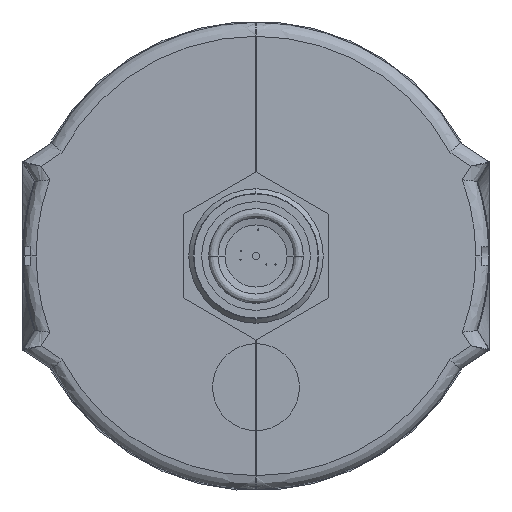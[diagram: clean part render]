
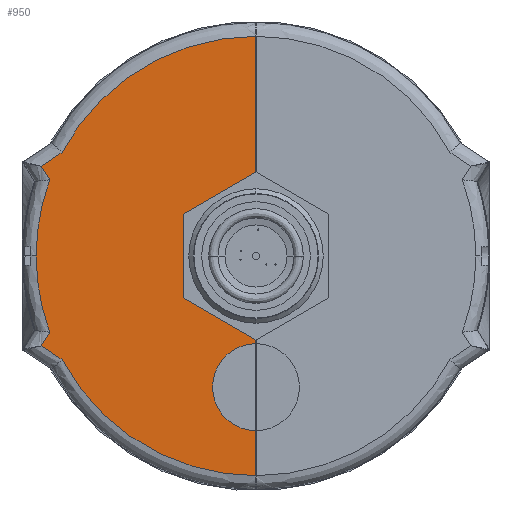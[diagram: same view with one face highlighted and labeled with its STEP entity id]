
A CAD part, front view. The second image highlights one B-rep face of the part: STEP entity #950.
In plain terms, the highlighted planar face has unit normal (-0.018, -1, 0).
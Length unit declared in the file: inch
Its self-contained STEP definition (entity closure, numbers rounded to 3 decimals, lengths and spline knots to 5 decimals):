
#950 = ADVANCED_FACE ( 'NONE', ( #2265 ), #16323, .T. ) ;
#2149 = LINE ( 'NONE', #9554, #2171 ) ;
#2154 = VECTOR ( 'NONE', #9405, 39.37008 ) ;
#2171 = VECTOR ( 'NONE', #9555, 39.37008 ) ;
#2173 = LINE ( 'NONE', #9404, #2154 ) ;
#2265 = FACE_OUTER_BOUND ( 'NONE', #11331, .T. ) ;
#4777 =( BOUNDED_CURVE ( )  B_SPLINE_CURVE ( 3, ( #9247, #9244, #9169, #9248 ),
 .UNSPECIFIED., .F., .F. ) 
 B_SPLINE_CURVE_WITH_KNOTS ( ( 4, 4 ),
 ( 0.49109, 1.57191 ),
 .UNSPECIFIED. ) 
 CURVE ( )  GEOMETRIC_REPRESENTATION_ITEM ( )  RATIONAL_B_SPLINE_CURVE ( ( 1., 0.905, 0.905, 1. ) ) 
 REPRESENTATION_ITEM ( '' )  );
#4825 = B_SPLINE_CURVE_WITH_KNOTS ( 'NONE', 3,
 ( #9482, #9496, #9501, #9502 ),
 .UNSPECIFIED., .F., .F.,
 ( 4, 4 ),
 ( 0., 0.00262 ),
 .UNSPECIFIED. ) ;
#4832 = B_SPLINE_CURVE_WITH_KNOTS ( 'NONE', 3,
 ( #9503, #9508, #9558, #9559 ),
 .UNSPECIFIED., .F., .F.,
 ( 4, 4 ),
 ( 0., 0.00409 ),
 .UNSPECIFIED. ) ;
#4858 =( BOUNDED_CURVE ( )  B_SPLINE_CURVE ( 3, ( #6204, #6203, #6194, #6205 ),
 .UNSPECIFIED., .F., .T. ) 
 B_SPLINE_CURVE_WITH_KNOTS ( ( 4, 4 ),
 ( 4.71239, 7.85398 ),
 .UNSPECIFIED. ) 
 CURVE ( )  GEOMETRIC_REPRESENTATION_ITEM ( )  RATIONAL_B_SPLINE_CURVE ( ( 1., 0.333, 0.333, 1. ) ) 
 REPRESENTATION_ITEM ( '' )  );
#4910 =( BOUNDED_CURVE ( )  B_SPLINE_CURVE ( 3, ( #6382, #6380, #6365, #6384 ),
 .UNSPECIFIED., .F., .T. ) 
 B_SPLINE_CURVE_WITH_KNOTS ( ( 4, 4 ),
 ( 5.92876, 6.28319 ),
 .UNSPECIFIED. ) 
 CURVE ( )  GEOMETRIC_REPRESENTATION_ITEM ( )  RATIONAL_B_SPLINE_CURVE ( ( 1., 0.99, 0.99, 1. ) ) 
 REPRESENTATION_ITEM ( '' )  );
#4916 =( BOUNDED_CURVE ( )  B_SPLINE_CURVE ( 3, ( #6389, #6393, #6412, #6414 ),
 .UNSPECIFIED., .F., .T. ) 
 B_SPLINE_CURVE_WITH_KNOTS ( ( 4, 4 ),
 ( 0., 0.35442 ),
 .UNSPECIFIED. ) 
 CURVE ( )  GEOMETRIC_REPRESENTATION_ITEM ( )  RATIONAL_B_SPLINE_CURVE ( ( 1., 0.99, 0.99, 1. ) ) 
 REPRESENTATION_ITEM ( '' )  );
#4972 = B_SPLINE_CURVE_WITH_KNOTS ( 'NONE', 3,
 ( #6778, #6779, #6798, #6799 ),
 .UNSPECIFIED., .F., .F.,
 ( 4, 4 ),
 ( 0., 0.00262 ),
 .UNSPECIFIED. ) ;
#5037 =( BOUNDED_CURVE ( )  B_SPLINE_CURVE ( 3, ( #8174, #8172, #8184, #8186 ),
 .UNSPECIFIED., .F., .T. ) 
 B_SPLINE_CURVE_WITH_KNOTS ( ( 4, 4 ),
 ( 4.71128, 5.7921 ),
 .UNSPECIFIED. ) 
 CURVE ( )  GEOMETRIC_REPRESENTATION_ITEM ( )  RATIONAL_B_SPLINE_CURVE ( ( 1., 0.905, 0.905, 1. ) ) 
 REPRESENTATION_ITEM ( '' )  );
#5064 = B_SPLINE_CURVE_WITH_KNOTS ( 'NONE', 3,
 ( #8293, #8294, #8301, #8302 ),
 .UNSPECIFIED., .F., .F.,
 ( 4, 4 ),
 ( 0., 0.00409 ),
 .UNSPECIFIED. ) ;
#6194 = CARTESIAN_POINT ( 'NONE',  ( -0.75, 1.20681, 0.375 ) ) ;
#6203 = CARTESIAN_POINT ( 'NONE',  ( -0.75, 1.20681, -0.375 ) ) ;
#6204 = CARTESIAN_POINT ( 'NONE',  ( 0., 1.19372, -0.375 ) ) ;
#6205 = CARTESIAN_POINT ( 'NONE',  ( 0., 1.19372, 0.375 ) ) ;
#6365 = CARTESIAN_POINT ( 'NONE',  ( -1.41657, 1.21844, 0.16805 ) ) ;
#6380 = CARTESIAN_POINT ( 'NONE',  ( -1.38695, 1.21793, 0.33347 ) ) ;
#6382 = CARTESIAN_POINT ( 'NONE',  ( -1.32862, 1.21691, 0.49107 ) ) ;
#6384 = CARTESIAN_POINT ( 'NONE',  ( -1.41657, 1.21844, 0. ) ) ;
#6389 = CARTESIAN_POINT ( 'NONE',  ( -1.41657, 1.21844, 0. ) ) ;
#6393 = CARTESIAN_POINT ( 'NONE',  ( -1.41657, 1.21844, -0.16805 ) ) ;
#6412 = CARTESIAN_POINT ( 'NONE',  ( -1.38695, 1.21793, -0.33347 ) ) ;
#6414 = CARTESIAN_POINT ( 'NONE',  ( -1.32862, 1.21691, -0.49107 ) ) ;
#6778 = CARTESIAN_POINT ( 'NONE',  ( -1.38358, 1.21787, 0.57847 ) ) ;
#6779 = CARTESIAN_POINT ( 'NONE',  ( -1.36526, 1.21755, 0.54934 ) ) ;
#6798 = CARTESIAN_POINT ( 'NONE',  ( -1.34694, 1.21723, 0.52021 ) ) ;
#6799 = CARTESIAN_POINT ( 'NONE',  ( -1.32862, 1.21691, 0.49107 ) ) ;
#8172 = CARTESIAN_POINT ( 'NONE',  ( -0.53628, 1.20308, 1.41559 ) ) ;
#8174 = CARTESIAN_POINT ( 'NONE',  ( 0., 1.19372, 1.415 ) ) ;
#8184 = CARTESIAN_POINT ( 'NONE',  ( -0.99645, 1.21111, 1.1402 ) ) ;
#8186 = CARTESIAN_POINT ( 'NONE',  ( -1.24935, 1.21552, 0.66729 ) ) ;
#8293 = CARTESIAN_POINT ( 'NONE',  ( -1.24935, 1.21552, 0.66729 ) ) ;
#8294 = CARTESIAN_POINT ( 'NONE',  ( -1.29409, 1.2163, 0.63768 ) ) ;
#8301 = CARTESIAN_POINT ( 'NONE',  ( -1.33883, 1.21709, 0.60808 ) ) ;
#8302 = CARTESIAN_POINT ( 'NONE',  ( -1.38358, 1.21787, 0.57847 ) ) ;
#9169 = CARTESIAN_POINT ( 'NONE',  ( -0.53628, 1.20308, -1.41559 ) ) ;
#9244 = CARTESIAN_POINT ( 'NONE',  ( -0.99645, 1.21111, -1.1402 ) ) ;
#9247 = CARTESIAN_POINT ( 'NONE',  ( -1.24935, 1.21552, -0.66729 ) ) ;
#9248 = CARTESIAN_POINT ( 'NONE',  ( 0., 1.19372, -1.415 ) ) ;
#9404 = CARTESIAN_POINT ( 'NONE',  ( 0., 1.19372, 1.505 ) ) ;
#9405 = DIRECTION ( 'NONE',  ( 0., 0., -1. ) ) ;
#9482 = CARTESIAN_POINT ( 'NONE',  ( -1.32862, 1.21691, -0.49107 ) ) ;
#9496 = CARTESIAN_POINT ( 'NONE',  ( -1.34694, 1.21723, -0.52021 ) ) ;
#9501 = CARTESIAN_POINT ( 'NONE',  ( -1.36526, 1.21755, -0.54934 ) ) ;
#9502 = CARTESIAN_POINT ( 'NONE',  ( -1.38358, 1.21787, -0.57847 ) ) ;
#9503 = CARTESIAN_POINT ( 'NONE',  ( -1.38358, 1.21787, -0.57847 ) ) ;
#9508 = CARTESIAN_POINT ( 'NONE',  ( -1.33883, 1.21709, -0.60808 ) ) ;
#9554 = CARTESIAN_POINT ( 'NONE',  ( 0., 1.19372, 1.505 ) ) ;
#9555 = DIRECTION ( 'NONE',  ( 0., 0., -1. ) ) ;
#9558 = CARTESIAN_POINT ( 'NONE',  ( -1.29409, 1.2163, -0.63768 ) ) ;
#9559 = CARTESIAN_POINT ( 'NONE',  ( -1.24935, 1.21552, -0.66729 ) ) ;
#10169 = CARTESIAN_POINT ( 'NONE',  ( -1.41657, 1.21844, 0. ) ) ;
#10204 = CARTESIAN_POINT ( 'NONE',  ( -1.24935, 1.21552, -0.66729 ) ) ;
#10221 = CARTESIAN_POINT ( 'NONE',  ( 0., 1.19372, -1.415 ) ) ;
#10223 = CARTESIAN_POINT ( 'NONE',  ( 0., 1.19372, 1.415 ) ) ;
#10237 = CARTESIAN_POINT ( 'NONE',  ( -1.24935, 1.21552, 0.66729 ) ) ;
#10251 = CARTESIAN_POINT ( 'NONE',  ( 0., 1.19372, 0.375 ) ) ;
#10254 = CARTESIAN_POINT ( 'NONE',  ( -1.38358, 1.21787, 0.57847 ) ) ;
#10268 = CARTESIAN_POINT ( 'NONE',  ( -1.32862, 1.21691, 0.49107 ) ) ;
#10273 = CARTESIAN_POINT ( 'NONE',  ( 0., 1.19372, -0.375 ) ) ;
#10383 = CARTESIAN_POINT ( 'NONE',  ( -1.38358, 1.21787, -0.57847 ) ) ;
#10426 = CARTESIAN_POINT ( 'NONE',  ( -1.32862, 1.21691, -0.49107 ) ) ;
#11331 = EDGE_LOOP ( 'NONE', ( #19534, #19523, #19528, #19530, #19531, #19532, #19524, #19365, #19492, #19493, #19491 ) ) ;
#14017 = EDGE_CURVE ( 'NONE', #15807, #15824, #4777, .T. ) ;
#14030 = EDGE_CURVE ( 'NONE', #15876, #15824, #2173, .T. ) ;
#14042 = EDGE_CURVE ( 'NONE', #16032, #15989, #4825, .T. ) ;
#14045 = EDGE_CURVE ( 'NONE', #15826, #15854, #2149, .T. ) ;
#14046 = EDGE_CURVE ( 'NONE', #15989, #15807, #4832, .T. ) ;
#14062 = EDGE_CURVE ( 'NONE', #15876, #15854, #4858, .T. ) ;
#14096 = EDGE_CURVE ( 'NONE', #15871, #15780, #4910, .T. ) ;
#14098 = EDGE_CURVE ( 'NONE', #15780, #16032, #4916, .T. ) ;
#14125 = EDGE_CURVE ( 'NONE', #15857, #15871, #4972, .T. ) ;
#14163 = EDGE_CURVE ( 'NONE', #15826, #15840, #5037, .T. ) ;
#14173 = EDGE_CURVE ( 'NONE', #15840, #15857, #5064, .T. ) ;
#15398 = AXIS2_PLACEMENT_3D ( 'NONE', #16319, #16325, #16326 ) ;
#15780 = VERTEX_POINT ( 'NONE', #10169 ) ;
#15807 = VERTEX_POINT ( 'NONE', #10204 ) ;
#15824 = VERTEX_POINT ( 'NONE', #10221 ) ;
#15826 = VERTEX_POINT ( 'NONE', #10223 ) ;
#15840 = VERTEX_POINT ( 'NONE', #10237 ) ;
#15854 = VERTEX_POINT ( 'NONE', #10251 ) ;
#15857 = VERTEX_POINT ( 'NONE', #10254 ) ;
#15871 = VERTEX_POINT ( 'NONE', #10268 ) ;
#15876 = VERTEX_POINT ( 'NONE', #10273 ) ;
#15989 = VERTEX_POINT ( 'NONE', #10383 ) ;
#16032 = VERTEX_POINT ( 'NONE', #10426 ) ;
#16319 = CARTESIAN_POINT ( 'NONE',  ( 0., 1.19372, 1.505 ) ) ;
#16323 = PLANE ( 'NONE',  #15398 ) ;
#16325 = DIRECTION ( 'NONE',  ( -0.017, -1., 0. ) ) ;
#16326 = DIRECTION ( 'NONE',  ( -1., 0.017, 0. ) ) ;
#19365 = ORIENTED_EDGE ( 'NONE', *, *, #14125, .T. ) ;
#19491 = ORIENTED_EDGE ( 'NONE', *, *, #14042, .T. ) ;
#19492 = ORIENTED_EDGE ( 'NONE', *, *, #14096, .T. ) ;
#19493 = ORIENTED_EDGE ( 'NONE', *, *, #14098, .T. ) ;
#19523 = ORIENTED_EDGE ( 'NONE', *, *, #14017, .T. ) ;
#19524 = ORIENTED_EDGE ( 'NONE', *, *, #14173, .T. ) ;
#19528 = ORIENTED_EDGE ( 'NONE', *, *, #14030, .F. ) ;
#19530 = ORIENTED_EDGE ( 'NONE', *, *, #14062, .T. ) ;
#19531 = ORIENTED_EDGE ( 'NONE', *, *, #14045, .F. ) ;
#19532 = ORIENTED_EDGE ( 'NONE', *, *, #14163, .T. ) ;
#19534 = ORIENTED_EDGE ( 'NONE', *, *, #14046, .T. ) ;
